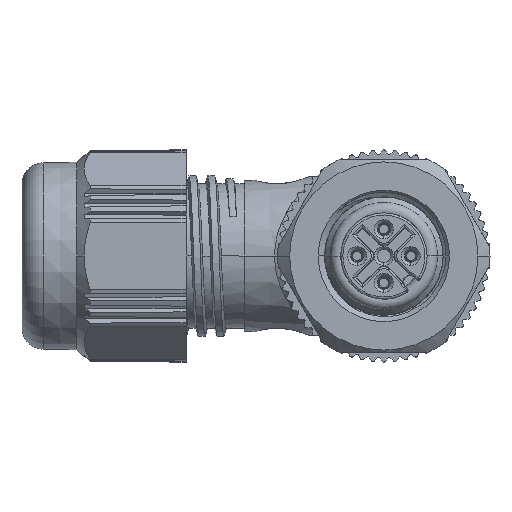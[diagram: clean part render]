
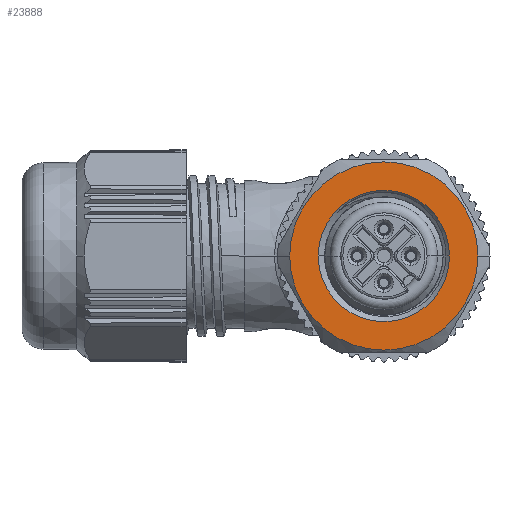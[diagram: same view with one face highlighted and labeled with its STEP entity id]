
A CAD part, front view. The second image highlights one B-rep face of the part: STEP entity #23888.
In plain terms, the highlighted planar face has unit normal (0, -1, 0).
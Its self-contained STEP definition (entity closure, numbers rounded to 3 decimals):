
#3446=CARTESIAN_POINT('',(0.,-8.55,0.));
#3447=DIRECTION('',(0.,1.,0.));
#3448=DIRECTION('',(-1.,0.,0.));
#3449=AXIS2_PLACEMENT_3D('',#3446,#3447,#3448);
#3451=CARTESIAN_POINT('',(0.,-8.55,0.));
#3452=DIRECTION('',(0.,1.,0.));
#3453=DIRECTION('',(1.,0.,0.));
#3454=AXIS2_PLACEMENT_3D('',#3451,#3452,#3453);
#3456=CARTESIAN_POINT('',(0.,-8.55,0.));
#3457=DIRECTION('',(0.,-1.,0.));
#3458=DIRECTION('',(1.,0.,0.));
#3459=AXIS2_PLACEMENT_3D('',#3456,#3457,#3458);
#3461=CARTESIAN_POINT('',(0.,-8.55,0.));
#3462=DIRECTION('',(0.,-1.,0.));
#3463=DIRECTION('',(0.,0.,1.));
#3464=AXIS2_PLACEMENT_3D('',#3461,#3462,#3463);
#3466=CARTESIAN_POINT('',(0.,-8.55,0.));
#3467=DIRECTION('',(0.,-1.,0.));
#3468=DIRECTION('',(-1.,0.,0.));
#3469=AXIS2_PLACEMENT_3D('',#3466,#3467,#3468);
#3471=CARTESIAN_POINT('',(0.,-8.55,0.));
#3472=DIRECTION('',(0.,-1.,0.));
#3473=DIRECTION('',(0.,0.,-1.));
#3474=AXIS2_PLACEMENT_3D('',#3471,#3472,#3473);
#19076=CARTESIAN_POINT('',(-8.779,-8.55,0.));
#19077=CARTESIAN_POINT('',(8.779,-8.55,0.));
#19078=VERTEX_POINT('',#19076);
#19079=VERTEX_POINT('',#19077);
#19082=CARTESIAN_POINT('',(0.,-8.55,6.125));
#19083=CARTESIAN_POINT('',(-6.125,-8.55,0.));
#19084=VERTEX_POINT('',#19082);
#19085=VERTEX_POINT('',#19083);
#19086=CARTESIAN_POINT('',(6.125,-8.55,0.));
#19087=VERTEX_POINT('',#19086);
#19088=CARTESIAN_POINT('',(0.,-8.55,-6.125));
#19089=VERTEX_POINT('',#19088);
#23868=CARTESIAN_POINT('',(0.,-8.55,0.));
#23869=DIRECTION('',(0.,1.,0.));
#23870=DIRECTION('',(1.,0.,0.));
#23871=AXIS2_PLACEMENT_3D('',#23868,#23869,#23870);
#23872=PLANE('',#23871);
#23873=ORIENTED_EDGE('',*,*,#23850,.T.);
#23875=ORIENTED_EDGE('',*,*,#23874,.T.);
#23876=EDGE_LOOP('',(#23873,#23875));
#23877=FACE_OUTER_BOUND('',#23876,.F.);
#23879=ORIENTED_EDGE('',*,*,#23878,.T.);
#23881=ORIENTED_EDGE('',*,*,#23880,.T.);
#23883=ORIENTED_EDGE('',*,*,#23882,.T.);
#23885=ORIENTED_EDGE('',*,*,#23884,.T.);
#23886=EDGE_LOOP('',(#23879,#23881,#23883,#23885));
#23887=FACE_BOUND('',#23886,.F.);
#23888=ADVANCED_FACE('',(#23877,#23887),#23872,.F.);
#3450=CIRCLE('',#3449,8.779);
#3455=CIRCLE('',#3454,8.779);
#3460=CIRCLE('',#3459,6.125);
#3465=CIRCLE('',#3464,6.125);
#3470=CIRCLE('',#3469,6.125);
#3475=CIRCLE('',#3474,6.125);
#23850=EDGE_CURVE('',#19078,#19079,#3450,.T.);
#23874=EDGE_CURVE('',#19079,#19078,#3455,.T.);
#23878=EDGE_CURVE('',#19087,#19084,#3460,.T.);
#23880=EDGE_CURVE('',#19084,#19085,#3465,.T.);
#23882=EDGE_CURVE('',#19085,#19089,#3470,.T.);
#23884=EDGE_CURVE('',#19089,#19087,#3475,.T.);
